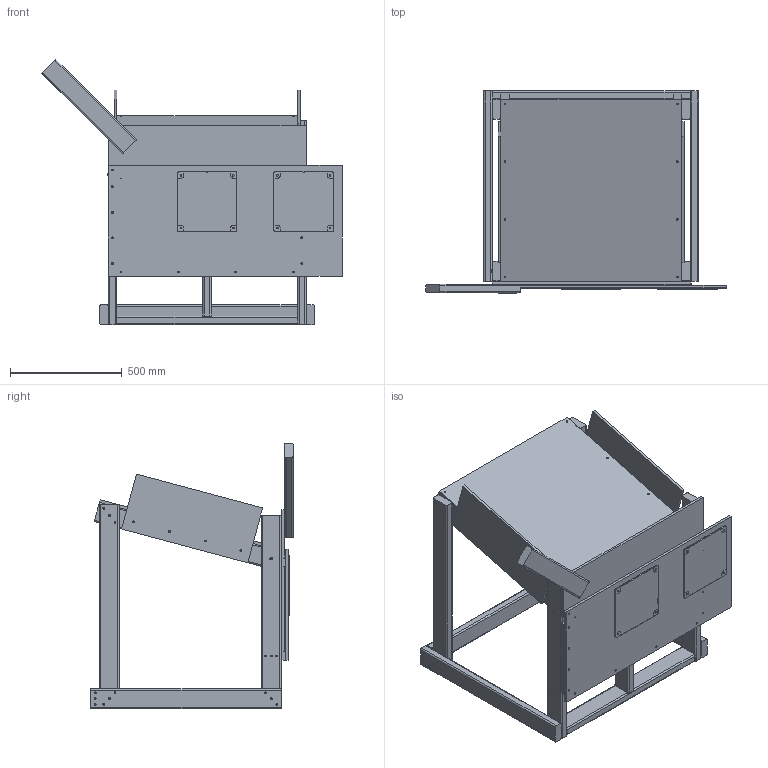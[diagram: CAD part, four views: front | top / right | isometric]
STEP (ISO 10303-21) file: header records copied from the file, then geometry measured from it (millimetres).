
FILE_DESCRIPTION(/* description */ ('STEP AP242 Edition 2','CAx-IF Rec.Pracs.---Representation and Presentation of Product Manufacturing Information (PMI)---4.0---2014-10-13','CAx-IF Rec.Pracs.---3D Tessellated Geometry---0.4---2014-09-14','2;1','CAx-IF Rec.Pracs.---User Defined Attributes---1.5---2016-08-15'),/* implementation_level */ '2;1');
FILE_NAME(/* name */ '695e8e708a81bfd8ba129525',/* time_stamp */ '2026-01-07T16:48:49Z',/* author */ (''),/* organization */ (''),/* preprocessor_version */ 'ST-DEVELOPER v20',/* originating_system */ 'ONSHAPE BY PTC INC, 1.208',/* authorisation */ ' ');
FILE_SCHEMA (('AP242_MANAGED_MODEL_BASED_3D_ENGINEERING_MIM_LF { 1 0 10303 442 3 1 4 }'));
Length unit declared in the file: metre
Products named in the file (27): TE-26000: TE Outpost; 90031A203: 2.5" Phillips Flat Head Wood Screw; TE-26016: Outpost Chute Door; Hex bolt 1/4-20 x 3.5; TE-26015: Outpost Back Height Beam; TE-26017: Outpost Chute Handle; FE-00083-ID14: AprilTag, ID 14 <1>; FE-00083-ID14-Vinyl: AprilTag Vinyl; FE-00082: AprilTag Base Poly; 90866A029: 1/4"-20 Wing Nut; FE-00083-ID13: AprilTag, ID 13 <1>; FE-00083-ID13-Vinyl: AprilTag Vinyl; TE-26008: Outpost Floor Frame <1>; TE-26009: Outpost Floor Depth Beam; TE-26010: Outpost Floor Width Beam; TE-26011: Outpost Chute Frame <1>; TE-26013: Outpost Chute Panel; TE-26012: Outpost Chute Beam; 90031A203: 1.5" Phillips Flat Head Wood Screw; TE-26014: Outpost Chute Side Plate; TE-26001: Outpost Front Frame <1>; TE-26003: Outpost Front Horizontal Beam; TE-26005: Outpost Front Plate; TE-26006: Outpost Front Vertical Spacer; TE-26002: Outpost Front Vertical Beam; TE-26007: Outpost Front Horizontal Spacer; TE-26004: Outpost Front Middle Beam
Assembly tree (107 placements, depth 3):
  TE-26000: TE Outpost
    90031A203: 2.5" Phillips Flat Head Wood Screw  x18
    TE-26016: Outpost Chute Door
    Hex bolt 1/4-20 x 3.5  x2
    TE-26015: Outpost Back Height Beam  x2
    TE-26017: Outpost Chute Handle
    FE-00083-ID14: AprilTag, ID 14 <1>
      FE-00083-ID14-Vinyl: AprilTag Vinyl  x2
      FE-00082: AprilTag Base Poly
    90866A029: 1/4"-20 Wing Nut  x2
    FE-00083-ID13: AprilTag, ID 13 <1>
      FE-00083-ID13-Vinyl: AprilTag Vinyl  x2
      FE-00082: AprilTag Base Poly
    TE-26008: Outpost Floor Frame <1>
      90031A203: 2.5" Phillips Flat Head Wood Screw  x6
      TE-26009: Outpost Floor Depth Beam  x2
      TE-26010: Outpost Floor Width Beam
    TE-26011: Outpost Chute Frame <1>
      TE-26013: Outpost Chute Panel
      TE-26012: Outpost Chute Beam  x2
      90031A203: 1.5" Phillips Flat Head Wood Screw  x16
      TE-26014: Outpost Chute Side Plate  x2
    TE-26001: Outpost Front Frame <1>
      90031A203: 2.5" Phillips Flat Head Wood Screw  x30
      TE-26003: Outpost Front Horizontal Beam  x2
      TE-26005: Outpost Front Plate
      TE-26006: Outpost Front Vertical Spacer  x2
      TE-26002: Outpost Front Vertical Beam  x2
      TE-26007: Outpost Front Horizontal Spacer  x2
      TE-26004: Outpost Front Middle Beam
Bounding box: 1342.05 x 904.48 x 1185.35 mm (x, y, z)
Volume: 56615061 mm3; surface area: 7253669.4 mm2
Topology: 102 solids, 102 shells, 2995 faces, 7955 edges, 5162 vertices
Faces by surface type: plane 2064, cylinder 535, cone 346, torus 46, bspline 4
Full cylindrical faces by diameter (mm): 2.381 x149, 2.812 x70, 4.166 x70, 6.35 x2, 6.756 x24, 8.433 x70
Entity records: 15186 total; most frequent: CARTESIAN_POINT 2817, DIRECTION 2534, ORIENTED_EDGE 2040, EDGE_CURVE 1020, AXIS2_PLACEMENT_3D 1013, FACE_BOUND 801, VERTEX_POINT 779, EDGE_LOOP 776
